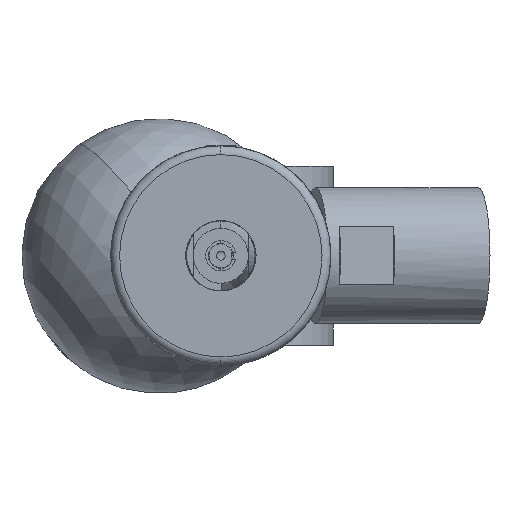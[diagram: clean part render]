
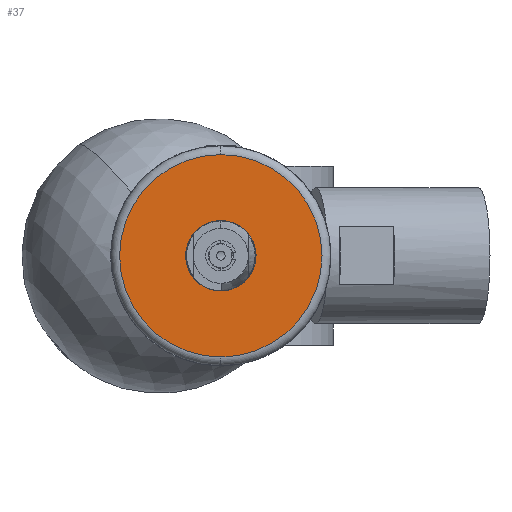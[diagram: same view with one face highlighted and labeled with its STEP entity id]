
A CAD part, left-side view. The second image highlights one B-rep face of the part: STEP entity #37.
In plain terms, the highlighted planar face has unit normal (-1, 0, 0).
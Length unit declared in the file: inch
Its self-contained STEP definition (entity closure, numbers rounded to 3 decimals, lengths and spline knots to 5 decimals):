
#37 = ADVANCED_FACE ( 'NONE', ( #1261, #10138 ), #11268, .F. ) ;
#457 = ORIENTED_EDGE ( 'NONE', *, *, #10168, .T. ) ;
#550 = CARTESIAN_POINT ( 'NONE',  ( -0.0335, 0., 0. ) ) ;
#565 = DIRECTION ( 'NONE',  ( 0., 0., -1. ) ) ;
#792 = CARTESIAN_POINT ( 'NONE',  ( -0.0335, 0., -0.0805 ) ) ;
#1012 = DIRECTION ( 'NONE',  ( -1., 0., 0. ) ) ;
#1261 = FACE_BOUND ( 'NONE', #13954, .T. ) ;
#1468 = CARTESIAN_POINT ( 'NONE',  ( -0.0335, 0.5, 0. ) ) ;
#1492 = VERTEX_POINT ( 'NONE', #8724 ) ;
#2374 = CARTESIAN_POINT ( 'NONE',  ( -0.0335, 0., 0.46 ) ) ;
#2630 = VERTEX_POINT ( 'NONE', #5869 ) ;
#2803 = CARTESIAN_POINT ( 'NONE',  ( -0.0335, 0., 0. ) ) ;
#2889 = EDGE_CURVE ( 'NONE', #2630, #9963, #5040, .T. ) ;
#3000 = CIRCLE ( 'NONE', #5049, 0.0805 ) ;
#3335 = ORIENTED_EDGE ( 'NONE', *, *, #2889, .F. ) ;
#3412 = ORIENTED_EDGE ( 'NONE', *, *, #10323, .T. ) ;
#3428 = CIRCLE ( 'NONE', #12079, 0.46 ) ;
#3640 = DIRECTION ( 'NONE',  ( -1., 0., 0. ) ) ;
#3955 = DIRECTION ( 'NONE',  ( -1., 0., 0. ) ) ;
#4098 = CIRCLE ( 'NONE', #7705, 0.46 ) ;
#4550 = EDGE_LOOP ( 'NONE', ( #457, #3412 ) ) ;
#4783 = DIRECTION ( 'NONE',  ( 0., 0., -1. ) ) ;
#5040 = CIRCLE ( 'NONE', #10970, 0.0805 ) ;
#5049 = AXIS2_PLACEMENT_3D ( 'NONE', #2803, #3640, #5999 ) ;
#5869 = CARTESIAN_POINT ( 'NONE',  ( -0.0335, 0., 0.0805 ) ) ;
#5999 = DIRECTION ( 'NONE',  ( 0., 0., 1. ) ) ;
#6013 = CARTESIAN_POINT ( 'NONE',  ( -0.0335, 0., 0. ) ) ;
#6269 = AXIS2_PLACEMENT_3D ( 'NONE', #1468, #10208, #4783 ) ;
#6326 = ORIENTED_EDGE ( 'NONE', *, *, #10679, .F. ) ;
#6327 = VERTEX_POINT ( 'NONE', #2374 ) ;
#7072 = DIRECTION ( 'NONE',  ( -1., 0., 0. ) ) ;
#7705 = AXIS2_PLACEMENT_3D ( 'NONE', #6013, #7072, #565 ) ;
#8724 = CARTESIAN_POINT ( 'NONE',  ( -0.0335, 0., -0.46 ) ) ;
#9963 = VERTEX_POINT ( 'NONE', #792 ) ;
#10138 = FACE_OUTER_BOUND ( 'NONE', #4550, .T. ) ;
#10168 = EDGE_CURVE ( 'NONE', #1492, #6327, #4098, .T. ) ;
#10208 = DIRECTION ( 'NONE',  ( 1., 0., 0. ) ) ;
#10323 = EDGE_CURVE ( 'NONE', #6327, #1492, #3428, .T. ) ;
#10679 = EDGE_CURVE ( 'NONE', #9963, #2630, #3000, .T. ) ;
#10822 = CARTESIAN_POINT ( 'NONE',  ( -0.0335, 0., 0. ) ) ;
#10970 = AXIS2_PLACEMENT_3D ( 'NONE', #550, #3955, #12412 ) ;
#11268 = PLANE ( 'NONE',  #6269 ) ;
#11756 = DIRECTION ( 'NONE',  ( 0., 0., -1. ) ) ;
#12079 = AXIS2_PLACEMENT_3D ( 'NONE', #10822, #1012, #11756 ) ;
#12412 = DIRECTION ( 'NONE',  ( 0., 0., 1. ) ) ;
#13954 = EDGE_LOOP ( 'NONE', ( #3335, #6326 ) ) ;
